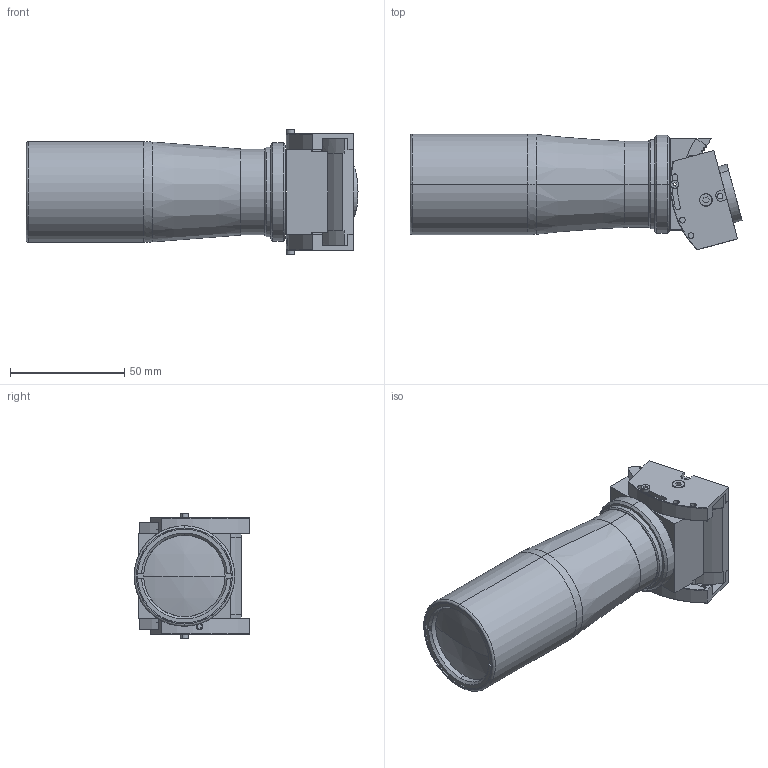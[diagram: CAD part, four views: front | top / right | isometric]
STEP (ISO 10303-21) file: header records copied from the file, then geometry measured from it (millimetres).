
FILE_DESCRIPTION (( 'STEP AP214' ), '1' );
FILE_NAME ('TCSM024.STEP', '2015-10-08T10:26:58', ( '' ), ( '' ), 'SwSTEP 2.0', 'SolidWorks 2013', '' );
FILE_SCHEMA (( 'AUTOMOTIVE_DESIGN' ));
Length unit declared in the file: millimetre
Products named in the file (1): TCSM024
Bounding box: 145.24 x 50.65 x 55 mm (x, y, z)
Surface area: 38525.6 mm2 (no closed solid volume)
Topology: 0 solids, 22 shells, 307 faces, 1045 edges, 754 vertices
Faces by surface type: cylinder 137, plane 124, cone 27, torus 12, bspline 5, sphere 2
Entity records: 15742 total; most frequent: CARTESIAN_POINT 3120, DIRECTION 2031, ORIENTED_EDGE 1693, EDGE_CURVE 1045, AXIS2_PLACEMENT_3D 762, VERTEX_POINT 754, VECTOR 507, LINE 507
